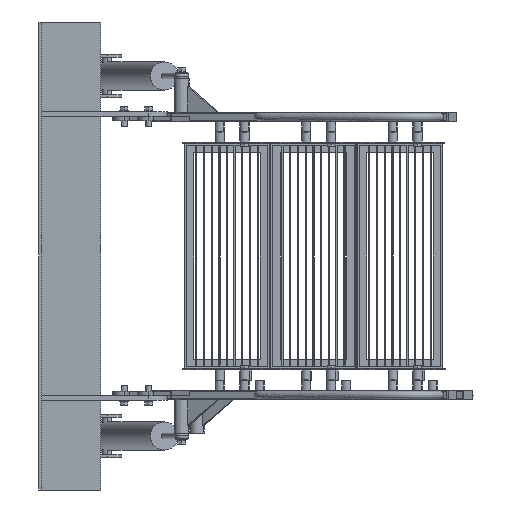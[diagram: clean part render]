
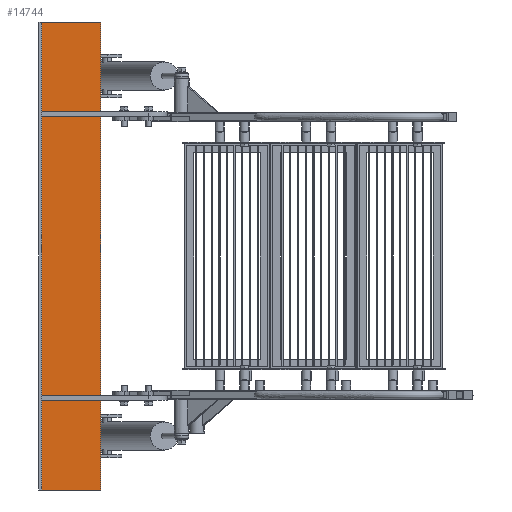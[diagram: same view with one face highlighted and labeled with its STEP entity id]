
A CAD part, front view. The second image highlights one B-rep face of the part: STEP entity #14744.
In plain terms, the highlighted planar face has unit normal (0, -1, 0).
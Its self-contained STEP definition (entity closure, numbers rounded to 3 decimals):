
#834 = LINE ( 'NONE', #33572, #28713 ) ;
#1148 = CARTESIAN_POINT ( 'NONE',  ( 99.667, 86.333, -632.5 ) ) ;
#2087 = VERTEX_POINT ( 'NONE', #27250 ) ;
#3173 = PLANE ( 'NONE',  #18990 ) ;
#7088 = EDGE_CURVE ( 'NONE', #17343, #2087, #834, .T. ) ;
#7153 = ORIENTED_EDGE ( 'NONE', *, *, #14978, .F. ) ;
#9597 = FACE_OUTER_BOUND ( 'NONE', #23473, .T. ) ;
#11417 = CARTESIAN_POINT ( 'NONE',  ( -60.333, 86.333, 632.5 ) ) ;
#14666 = VECTOR ( 'NONE', #18331, 1000. ) ;
#14744 = ADVANCED_FACE ( 'NONE', ( #9597 ), #3173, .F. ) ;
#14978 = EDGE_CURVE ( 'NONE', #2087, #28583, #34571, .T. ) ;
#17343 = VERTEX_POINT ( 'NONE', #11417 ) ;
#18308 = EDGE_CURVE ( 'NONE', #17343, #18830, #30861, .T. ) ;
#18331 = DIRECTION ( 'NONE',  ( 1., 0., 0. ) ) ;
#18554 = EDGE_CURVE ( 'NONE', #18830, #28583, #25792, .T. ) ;
#18830 = VERTEX_POINT ( 'NONE', #21912 ) ;
#18990 = AXIS2_PLACEMENT_3D ( 'NONE', #35900, #32167, #28422 ) ;
#19597 = DIRECTION ( 'NONE',  ( 0., 0., -1. ) ) ;
#20979 = VECTOR ( 'NONE', #23389, 1000. ) ;
#21912 = CARTESIAN_POINT ( 'NONE',  ( -60.333, 86.333, -632.5 ) ) ;
#22055 = CARTESIAN_POINT ( 'NONE',  ( 99.667, 86.333, -632.5 ) ) ;
#23333 = CARTESIAN_POINT ( 'NONE',  ( 99.667, 86.333, 632.5 ) ) ;
#23389 = DIRECTION ( 'NONE',  ( 0., 0., -1. ) ) ;
#23473 = EDGE_LOOP ( 'NONE', ( #35433, #7153, #24800, #25565 ) ) ;
#24800 = ORIENTED_EDGE ( 'NONE', *, *, #7088, .F. ) ;
#25565 = ORIENTED_EDGE ( 'NONE', *, *, #18308, .T. ) ;
#25792 = LINE ( 'NONE', #22055, #14666 ) ;
#27124 = CARTESIAN_POINT ( 'NONE',  ( -60.333, 86.333, 632.5 ) ) ;
#27250 = CARTESIAN_POINT ( 'NONE',  ( 99.667, 86.333, 632.5 ) ) ;
#27699 = VECTOR ( 'NONE', #19597, 1000. ) ;
#28422 = DIRECTION ( 'NONE',  ( -1., 0., 0. ) ) ;
#28583 = VERTEX_POINT ( 'NONE', #1148 ) ;
#28713 = VECTOR ( 'NONE', #29861, 1000. ) ;
#29861 = DIRECTION ( 'NONE',  ( 1., 0., 0. ) ) ;
#30861 = LINE ( 'NONE', #27124, #20979 ) ;
#32167 = DIRECTION ( 'NONE',  ( 0., 1., 0. ) ) ;
#33572 = CARTESIAN_POINT ( 'NONE',  ( 99.667, 86.333, 632.5 ) ) ;
#34571 = LINE ( 'NONE', #23333, #27699 ) ;
#35433 = ORIENTED_EDGE ( 'NONE', *, *, #18554, .T. ) ;
#35900 = CARTESIAN_POINT ( 'NONE',  ( 99.667, 86.333, 632.5 ) ) ;
